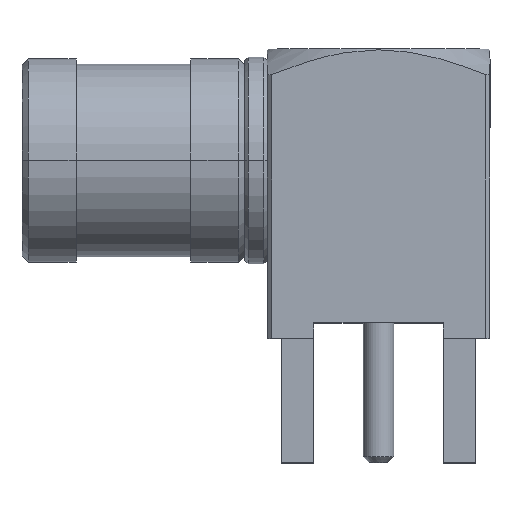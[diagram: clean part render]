
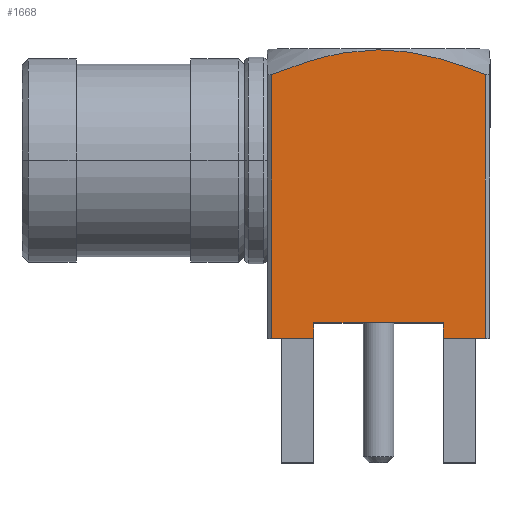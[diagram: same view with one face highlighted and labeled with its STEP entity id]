
A CAD part, top view. The second image highlights one B-rep face of the part: STEP entity #1668.
In plain terms, the highlighted planar face has unit normal (0, 0, 1).
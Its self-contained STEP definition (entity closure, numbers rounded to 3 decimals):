
#120 = EDGE_CURVE ( 'NONE', #8144, #3481, #6487, .T. ) ;
#421 = DIRECTION ( 'NONE',  ( 0., 1., 0. ) ) ;
#540 = CARTESIAN_POINT ( 'NONE',  ( 11.03, -5.1, 3.5 ) ) ;
#601 = EDGE_CURVE ( 'NONE', #1980, #6202, #2017, .T. ) ;
#652 = VECTOR ( 'NONE', #421, 1000. ) ;
#689 = VERTEX_POINT ( 'NONE', #3175 ) ;
#691 = LINE ( 'NONE', #1945, #5673 ) ;
#751 = ORIENTED_EDGE ( 'NONE', *, *, #7021, .F. ) ;
#909 = FACE_OUTER_BOUND ( 'NONE', #2068, .T. ) ;
#919 = ORIENTED_EDGE ( 'NONE', *, *, #1890, .T. ) ;
#1052 = CARTESIAN_POINT ( 'NONE',  ( 11.272, 3.1, 3.5 ) ) ;
#1076 = CARTESIAN_POINT ( 'NONE',  ( 8.418, 3.471, 3.5 ) ) ;
#1108 = CARTESIAN_POINT ( 'NONE',  ( 6.97, -5.1, 3.5 ) ) ;
#1147 = DIRECTION ( 'NONE',  ( 0., -1., 0. ) ) ;
#1320 = VERTEX_POINT ( 'NONE', #3538 ) ;
#1668 = ADVANCED_FACE ( 'NONE', ( #909 ), #5245, .T. ) ;
#1670 = DIRECTION ( 'NONE',  ( 1., 0., 0. ) ) ;
#1694 = AXIS2_PLACEMENT_3D ( 'NONE', #6222, #6281, #6312 ) ;
#1717 = CARTESIAN_POINT ( 'NONE',  ( 10.153, 3.37, 3.5 ) ) ;
#1890 = EDGE_CURVE ( 'NONE', #6202, #4741, #691, .T. ) ;
#1945 = CARTESIAN_POINT ( 'NONE',  ( 5.5, -5.6, 3.5 ) ) ;
#1949 = CARTESIAN_POINT ( 'NONE',  ( 9., 3.471, 3.5 ) ) ;
#1951 = CARTESIAN_POINT ( 'NONE',  ( 5.643, -5.6, 3.5 ) ) ;
#1980 = VERTEX_POINT ( 'NONE', #540 ) ;
#2017 = LINE ( 'NONE', #5807, #2834 ) ;
#2068 = EDGE_LOOP ( 'NONE', ( #8061, #751, #2685, #919, #7969, #6980, #6817, #4657, #4734 ) ) ;
#2118 = VECTOR ( 'NONE', #1147, 1000. ) ;
#2359 = CARTESIAN_POINT ( 'NONE',  ( 9.289, 3.471, 3.5 ) ) ;
#2388 = CARTESIAN_POINT ( 'NONE',  ( 6.732, 3.101, 3.5 ) ) ;
#2685 = ORIENTED_EDGE ( 'NONE', *, *, #601, .T. ) ;
#2834 = VECTOR ( 'NONE', #5834, 1000. ) ;
#2857 = CARTESIAN_POINT ( 'NONE',  ( 12.357, -5.6, 3.5 ) ) ;
#3057 = CARTESIAN_POINT ( 'NONE',  ( 5.643, 2.692, 3.5 ) ) ;
#3175 = CARTESIAN_POINT ( 'NONE',  ( 12.357, 2.692, 3.5 ) ) ;
#3200 = CARTESIAN_POINT ( 'NONE',  ( 6.97, -5.1, 3.5 ) ) ;
#3481 = VERTEX_POINT ( 'NONE', #5058 ) ;
#3538 = CARTESIAN_POINT ( 'NONE',  ( 6.97, -5.1, 3.5 ) ) ;
#3653 = CARTESIAN_POINT ( 'NONE',  ( 11.821, 2.906, 3.5 ) ) ;
#3870 = LINE ( 'NONE', #3200, #7309 ) ;
#4101 = VERTEX_POINT ( 'NONE', #7839 ) ;
#4137 = LINE ( 'NONE', #4973, #652 ) ;
#4427 = VERTEX_POINT ( 'NONE', #1949 ) ;
#4657 = ORIENTED_EDGE ( 'NONE', *, *, #6553, .T. ) ;
#4733 = CARTESIAN_POINT ( 'NONE',  ( 11.03, -5.6, 3.5 ) ) ;
#4734 = ORIENTED_EDGE ( 'NONE', *, *, #120, .T. ) ;
#4741 = VERTEX_POINT ( 'NONE', #2857 ) ;
#4762 = EDGE_CURVE ( 'NONE', #689, #4427, #5967, .T. ) ;
#4973 = CARTESIAN_POINT ( 'NONE',  ( 12.357, 6.837, 3.5 ) ) ;
#5037 = CARTESIAN_POINT ( 'NONE',  ( 5.643, 6.837, 3.5 ) ) ;
#5058 = CARTESIAN_POINT ( 'NONE',  ( 6.97, -5.6, 3.5 ) ) ;
#5245 = PLANE ( 'NONE',  #1694 ) ;
#5330 = B_SPLINE_CURVE_WITH_KNOTS ( 'NONE', 3,
 ( #5625, #1076, #6273, #2388, #6932, #3057 ),
 .UNSPECIFIED., .F., .F.,
 ( 4, 2, 4 ),
 ( 0.007, 0.009, 0.011 ),
 .UNSPECIFIED. ) ;
#5384 = CARTESIAN_POINT ( 'NONE',  ( 5.5, -5.6, 3.5 ) ) ;
#5440 = VECTOR ( 'NONE', #5649, 1000. ) ;
#5446 = EDGE_CURVE ( 'NONE', #1320, #3481, #3870, .T. ) ;
#5553 = DIRECTION ( 'NONE',  ( 1., 0., 0. ) ) ;
#5559 = LINE ( 'NONE', #5037, #2118 ) ;
#5608 = CARTESIAN_POINT ( 'NONE',  ( 10.435, 3.313, 3.5 ) ) ;
#5625 = CARTESIAN_POINT ( 'NONE',  ( 9., 3.471, 3.5 ) ) ;
#5649 = DIRECTION ( 'NONE',  ( -1., 0., 0. ) ) ;
#5673 = VECTOR ( 'NONE', #1670, 1000. ) ;
#5807 = CARTESIAN_POINT ( 'NONE',  ( 11.03, -5.1, 3.5 ) ) ;
#5834 = DIRECTION ( 'NONE',  ( 0., -1., 0. ) ) ;
#5967 = B_SPLINE_CURVE_WITH_KNOTS ( 'NONE', 3,
 ( #8187, #3653, #1052, #5608, #1717, #6247, #2359, #6906 ),
 .UNSPECIFIED., .F., .F.,
 ( 4, 2, 2, 4 ),
 ( 0.004, 0.006, 0.006, 0.007 ),
 .UNSPECIFIED. ) ;
#6202 = VERTEX_POINT ( 'NONE', #4733 ) ;
#6222 = CARTESIAN_POINT ( 'NONE',  ( 5.5, -9.5, 3.5 ) ) ;
#6247 = CARTESIAN_POINT ( 'NONE',  ( 9.581, 3.45, 3.5 ) ) ;
#6273 = CARTESIAN_POINT ( 'NONE',  ( 7.85, 3.385, 3.5 ) ) ;
#6281 = DIRECTION ( 'NONE',  ( 0., 0., 1. ) ) ;
#6312 = DIRECTION ( 'NONE',  ( -1., 0., 0. ) ) ;
#6487 = LINE ( 'NONE', #5384, #8410 ) ;
#6553 = EDGE_CURVE ( 'NONE', #4101, #8144, #5559, .T. ) ;
#6817 = ORIENTED_EDGE ( 'NONE', *, *, #6974, .T. ) ;
#6906 = CARTESIAN_POINT ( 'NONE',  ( 9., 3.471, 3.5 ) ) ;
#6932 = CARTESIAN_POINT ( 'NONE',  ( 6.18, 2.906, 3.5 ) ) ;
#6974 = EDGE_CURVE ( 'NONE', #4427, #4101, #5330, .T. ) ;
#6980 = ORIENTED_EDGE ( 'NONE', *, *, #4762, .T. ) ;
#7021 = EDGE_CURVE ( 'NONE', #1980, #1320, #7371, .T. ) ;
#7033 = DIRECTION ( 'NONE',  ( 0., -1., 0. ) ) ;
#7309 = VECTOR ( 'NONE', #7033, 1000. ) ;
#7371 = LINE ( 'NONE', #1108, #5440 ) ;
#7423 = EDGE_CURVE ( 'NONE', #4741, #689, #4137, .T. ) ;
#7839 = CARTESIAN_POINT ( 'NONE',  ( 5.643, 2.692, 3.5 ) ) ;
#7969 = ORIENTED_EDGE ( 'NONE', *, *, #7423, .T. ) ;
#8061 = ORIENTED_EDGE ( 'NONE', *, *, #5446, .F. ) ;
#8144 = VERTEX_POINT ( 'NONE', #1951 ) ;
#8187 = CARTESIAN_POINT ( 'NONE',  ( 12.357, 2.692, 3.5 ) ) ;
#8410 = VECTOR ( 'NONE', #5553, 1000. ) ;
